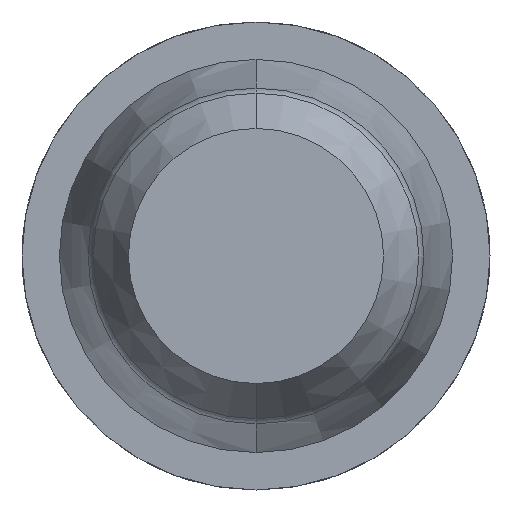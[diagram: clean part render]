
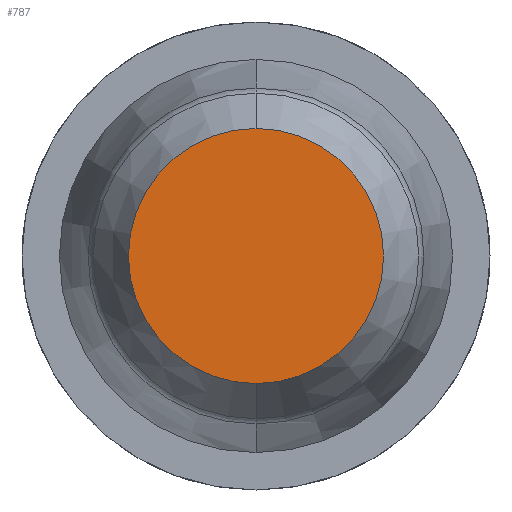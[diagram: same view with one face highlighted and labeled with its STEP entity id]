
A CAD part, front view. The second image highlights one B-rep face of the part: STEP entity #787.
In plain terms, the highlighted planar face has unit normal (0, -1, 0).
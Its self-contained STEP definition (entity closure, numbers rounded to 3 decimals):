
#107 = FACE_OUTER_BOUND ( 'NONE', #387, .T. ) ;
#139 = VERTEX_POINT ( 'NONE', #774 ) ;
#217 = CARTESIAN_POINT ( 'NONE',  ( 0., -30.5, 0. ) ) ;
#387 = EDGE_LOOP ( 'NONE', ( #522, #2687 ) ) ;
#522 = ORIENTED_EDGE ( 'NONE', *, *, #2131, .F. ) ;
#774 = CARTESIAN_POINT ( 'NONE',  ( 0., -30.5, -0.627 ) ) ;
#787 = ADVANCED_FACE ( 'Defeature ausgef�hrt3_31', ( #107 ), #2835, .F. ) ;
#955 = DIRECTION ( 'NONE',  ( 0., 1., 0. ) ) ;
#989 = EDGE_CURVE ( 'Defeature ausgef�hrt3_32+Defeature ausgef�hrt3_31+Defeature ausgef�hrt3_31+Defeature ausgef�hrt3_31', #139, #3592, #2272, .T. ) ;
#1073 = AXIS2_PLACEMENT_3D ( 'NONE', #1320, #955, #3833 ) ;
#1320 = CARTESIAN_POINT ( 'NONE',  ( 0., -30.5, 0. ) ) ;
#1500 = DIRECTION ( 'NONE',  ( 0., 1., 0. ) ) ;
#1833 = DIRECTION ( 'NONE',  ( 0., 1., 0. ) ) ;
#1971 = CIRCLE ( 'NONE', #3715, 0.627 ) ;
#2130 = CARTESIAN_POINT ( 'NONE',  ( 0., -30.5, 0.627 ) ) ;
#2131 = EDGE_CURVE ( 'Defeature ausgef�hrt3_32+Defeature ausgef�hrt3_31+Defeature ausgef�hrt3_31+Defeature ausgef�hrt3_31', #3592, #139, #1971, .T. ) ;
#2272 = CIRCLE ( 'NONE', #1073, 0.627 ) ;
#2443 = DIRECTION ( 'NONE',  ( 0., 0., 1. ) ) ;
#2445 = AXIS2_PLACEMENT_3D ( 'NONE', #3443, #1500, #4098 ) ;
#2687 = ORIENTED_EDGE ( 'NONE', *, *, #989, .F. ) ;
#2835 = PLANE ( 'NONE',  #2445 ) ;
#3443 = CARTESIAN_POINT ( 'NONE',  ( 0., -30.5, 0. ) ) ;
#3592 = VERTEX_POINT ( 'NONE', #2130 ) ;
#3715 = AXIS2_PLACEMENT_3D ( 'NONE', #217, #1833, #2443 ) ;
#3833 = DIRECTION ( 'NONE',  ( 0., 0., 1. ) ) ;
#4098 = DIRECTION ( 'NONE',  ( 0., 0., 1. ) ) ;
